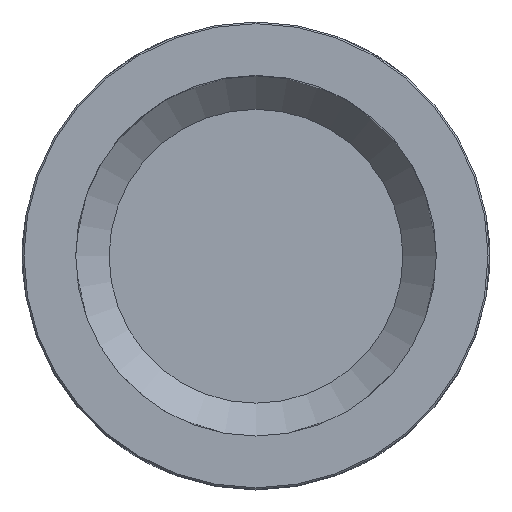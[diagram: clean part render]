
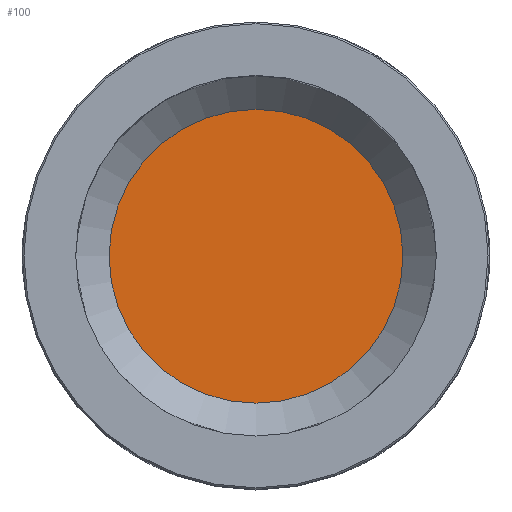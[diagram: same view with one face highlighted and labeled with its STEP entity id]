
A CAD part, top view. The second image highlights one B-rep face of the part: STEP entity #100.
In plain terms, the highlighted planar face has unit normal (0, 0, 1).
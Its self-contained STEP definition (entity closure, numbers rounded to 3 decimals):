
#100 = ADVANCED_FACE( '', ( #190 ), #191, .F. );
#190 = FACE_OUTER_BOUND( '', #284, .T. );
#191 = PLANE( '', #285 );
#284 = EDGE_LOOP( '', ( #428 ) );
#285 = AXIS2_PLACEMENT_3D( '', #429, #430, #431 );
#428 = ORIENTED_EDGE( '', *, *, #461, .T. );
#429 = CARTESIAN_POINT( '', ( 22., 0., 705.8 ) );
#430 = DIRECTION( '', ( 0., 0., -1. ) );
#431 = DIRECTION( '', ( -1., 0., 0. ) );
#461 = EDGE_CURVE( '', #513, #513, #514, .T. );
#513 = VERTEX_POINT( '', #1323 );
#514 = CIRCLE( '', #1324, 22. );
#1323 = CARTESIAN_POINT( '', ( 22., 0., 705.8 ) );
#1324 = AXIS2_PLACEMENT_3D( '', #1372, #1373, #1374 );
#1372 = CARTESIAN_POINT( '', ( 0., 0., 705.8 ) );
#1373 = DIRECTION( '', ( 0., 0., 1. ) );
#1374 = DIRECTION( '', ( 1., 0., 0. ) );
